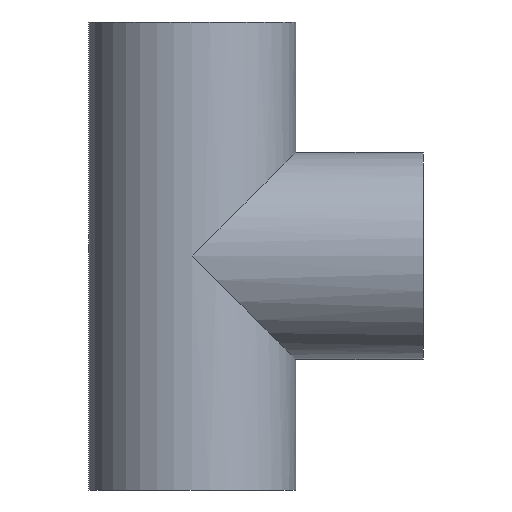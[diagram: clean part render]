
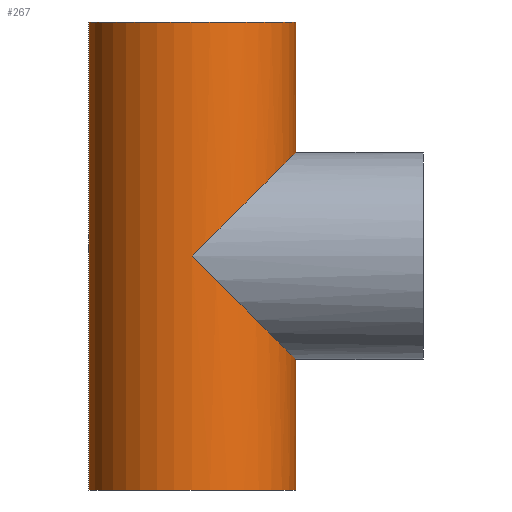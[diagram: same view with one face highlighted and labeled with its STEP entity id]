
A CAD part, front view. The second image highlights one B-rep face of the part: STEP entity #267.
In plain terms, the highlighted cylindrical face has radius 157.5 mm (diameter 315 mm), a partial arc.
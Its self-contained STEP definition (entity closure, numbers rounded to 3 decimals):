
#4 = EDGE_LOOP ( 'NONE', ( #285, #230, #87, #184, #356, #116, #286 ) ) ;
#6 = VERTEX_POINT ( 'NONE', #47 ) ;
#15 = CARTESIAN_POINT ( 'NONE',  ( -157.5, 0., -356. ) ) ;
#26 = LINE ( 'NONE', #103, #62 ) ;
#34 = VERTEX_POINT ( 'NONE', #172 ) ;
#47 = CARTESIAN_POINT ( 'NONE',  ( 157.5, 0., 157.5 ) ) ;
#50 =( BOUNDED_CURVE ( )  B_SPLINE_CURVE ( 3, ( #348, #246, #144, #417 ),
 .UNSPECIFIED., .F., .T. ) 
 B_SPLINE_CURVE_WITH_KNOTS ( ( 4, 4 ),
 ( 4.712, 6.283 ),
 .UNSPECIFIED. ) 
 CURVE ( )  GEOMETRIC_REPRESENTATION_ITEM ( )  RATIONAL_B_SPLINE_CURVE ( ( 1., 0.805, 0.805, 1. ) ) 
 REPRESENTATION_ITEM ( '' )  );
#53 = EDGE_CURVE ( 'NONE', #219, #281, #26, .T. ) ;
#55 = FACE_OUTER_BOUND ( 'NONE', #4, .T. ) ;
#56 = CARTESIAN_POINT ( 'NONE',  ( 157.5, 0., 356. ) ) ;
#62 = VECTOR ( 'NONE', #273, 1000. ) ;
#65 = DIRECTION ( 'NONE',  ( 0., 0., -1. ) ) ;
#83 = CIRCLE ( 'NONE', #332, 157.5 ) ;
#87 = ORIENTED_EDGE ( 'NONE', *, *, #53, .T. ) ;
#98 = DIRECTION ( 'NONE',  ( 0., 0., -1. ) ) ;
#103 = CARTESIAN_POINT ( 'NONE',  ( -157.5, 0., 356. ) ) ;
#116 = ORIENTED_EDGE ( 'NONE', *, *, #173, .F. ) ;
#119 = VERTEX_POINT ( 'NONE', #56 ) ;
#123 = VERTEX_POINT ( 'NONE', #315 ) ;
#131 = CARTESIAN_POINT ( 'NONE',  ( 0., 0., 356. ) ) ;
#137 = VECTOR ( 'NONE', #98, 1000. ) ;
#139 = CARTESIAN_POINT ( 'NONE',  ( -157.5, 0., 356. ) ) ;
#144 = CARTESIAN_POINT ( 'NONE',  ( 157.5, -92.261, -157.5 ) ) ;
#163 = CARTESIAN_POINT ( 'NONE',  ( 0., 0., -356. ) ) ;
#168 = DIRECTION ( 'NONE',  ( 1., 0., 0. ) ) ;
#172 = CARTESIAN_POINT ( 'NONE',  ( 157.5, 0., -157.5 ) ) ;
#173 = EDGE_CURVE ( 'NONE', #123, #34, #50, .T. ) ;
#184 = ORIENTED_EDGE ( 'NONE', *, *, #258, .T. ) ;
#189 = AXIS2_PLACEMENT_3D ( 'NONE', #131, #65, #204 ) ;
#196 = VECTOR ( 'NONE', #266, 1000. ) ;
#204 = DIRECTION ( 'NONE',  ( -1., 0., 0. ) ) ;
#219 = VERTEX_POINT ( 'NONE', #139 ) ;
#230 = ORIENTED_EDGE ( 'NONE', *, *, #287, .F. ) ;
#238 = CARTESIAN_POINT ( 'NONE',  ( 157.5, 0., 356. ) ) ;
#246 = CARTESIAN_POINT ( 'NONE',  ( 92.261, -157.5, -92.261 ) ) ;
#254 = CARTESIAN_POINT ( 'NONE',  ( 157.5, -92.261, 157.5 ) ) ;
#258 = EDGE_CURVE ( 'NONE', #281, #284, #412, .T. ) ;
#266 = DIRECTION ( 'NONE',  ( 0., 0., -1. ) ) ;
#267 = ADVANCED_FACE ( 'NONE', ( #55 ), #436, .T. ) ;
#273 = DIRECTION ( 'NONE',  ( 0., 0., -1. ) ) ;
#274 = CARTESIAN_POINT ( 'NONE',  ( 0., -157.5, 0. ) ) ;
#280 = CARTESIAN_POINT ( 'NONE',  ( 92.261, -157.5, 92.261 ) ) ;
#281 = VERTEX_POINT ( 'NONE', #15 ) ;
#284 = VERTEX_POINT ( 'NONE', #380 ) ;
#285 = ORIENTED_EDGE ( 'NONE', *, *, #367, .F. ) ;
#286 = ORIENTED_EDGE ( 'NONE', *, *, #429, .F. ) ;
#287 = EDGE_CURVE ( 'NONE', #219, #119, #83, .T. ) ;
#292 =( BOUNDED_CURVE ( )  B_SPLINE_CURVE ( 3, ( #421, #254, #280, #274 ),
 .UNSPECIFIED., .F., .F. ) 
 B_SPLINE_CURVE_WITH_KNOTS ( ( 4, 4 ),
 ( 3.142, 4.712 ),
 .UNSPECIFIED. ) 
 CURVE ( )  GEOMETRIC_REPRESENTATION_ITEM ( )  RATIONAL_B_SPLINE_CURVE ( ( 1., 0.805, 0.805, 1. ) ) 
 REPRESENTATION_ITEM ( '' )  );
#305 = LINE ( 'NONE', #408, #137 ) ;
#315 = CARTESIAN_POINT ( 'NONE',  ( 0., -157.5, 0. ) ) ;
#326 = EDGE_CURVE ( 'NONE', #34, #284, #305, .T. ) ;
#332 = AXIS2_PLACEMENT_3D ( 'NONE', #373, #403, #168 ) ;
#337 = LINE ( 'NONE', #238, #196 ) ;
#348 = CARTESIAN_POINT ( 'NONE',  ( 0., -157.5, 0. ) ) ;
#356 = ORIENTED_EDGE ( 'NONE', *, *, #326, .F. ) ;
#367 = EDGE_CURVE ( 'NONE', #119, #6, #337, .T. ) ;
#373 = CARTESIAN_POINT ( 'NONE',  ( 0., 0., 356. ) ) ;
#380 = CARTESIAN_POINT ( 'NONE',  ( 157.5, 0., -356. ) ) ;
#399 = AXIS2_PLACEMENT_3D ( 'NONE', #163, #441, #439 ) ;
#403 = DIRECTION ( 'NONE',  ( 0., 0., 1. ) ) ;
#408 = CARTESIAN_POINT ( 'NONE',  ( 157.5, 0., 356. ) ) ;
#412 = CIRCLE ( 'NONE', #399, 157.5 ) ;
#417 = CARTESIAN_POINT ( 'NONE',  ( 157.5, 0., -157.5 ) ) ;
#421 = CARTESIAN_POINT ( 'NONE',  ( 157.5, 0., 157.5 ) ) ;
#429 = EDGE_CURVE ( 'NONE', #6, #123, #292, .T. ) ;
#436 = CYLINDRICAL_SURFACE ( 'NONE', #189, 157.5 ) ;
#439 = DIRECTION ( 'NONE',  ( 1., 0., 0. ) ) ;
#441 = DIRECTION ( 'NONE',  ( 0., 0., 1. ) ) ;
